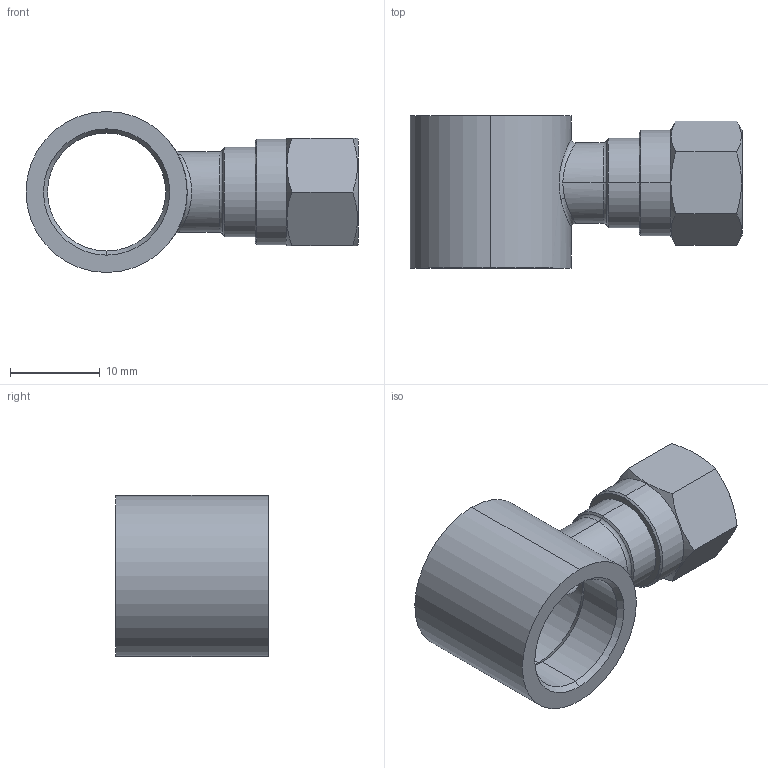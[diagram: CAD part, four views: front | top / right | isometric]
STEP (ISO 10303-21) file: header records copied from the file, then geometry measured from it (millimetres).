
FILE_DESCRIPTION (( 'STEP AP203' ), '1' );
FILE_NAME ('03150032.STEP', '2011-11-07T15:44:14', ( '' ), ( 'sopra-pneumatic' ), 'SwSTEP 2.0', 'SolidWorks 2011', '' );
FILE_SCHEMA (( 'CONFIG_CONTROL_DESIGN' ));
Length unit declared in the file: millimetre
Products named in the file (1): 03150032
Bounding box: 37.09 x 17 x 18 mm (x, y, z)
Volume: 3265.2 mm3; surface area: 3037 mm2
Topology: 1 solids, 1 shells, 51 faces, 114 edges, 68 vertices
Faces by surface type: cone 18, cylinder 18, plane 11, bspline 2, torus 2
Entity records: 1975 total; most frequent: CARTESIAN_POINT 776, DIRECTION 238, ORIENTED_EDGE 228, EDGE_CURVE 114, AXIS2_PLACEMENT_3D 98, VERTEX_POINT 68, EDGE_LOOP 58, ADVANCED_FACE 51
